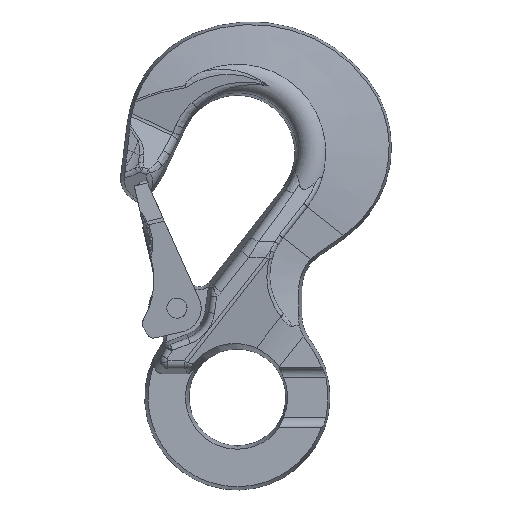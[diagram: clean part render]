
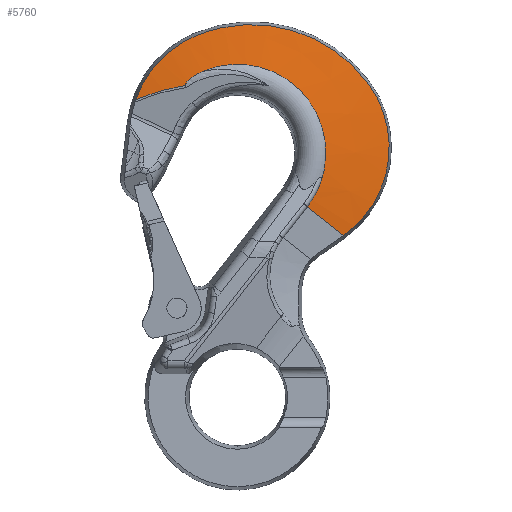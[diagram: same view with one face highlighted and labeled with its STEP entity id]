
A CAD part, front view. The second image highlights one B-rep face of the part: STEP entity #5760.
In plain terms, the highlighted conical face has half-angle 80.84 degrees and reference radius 58.869 mm.
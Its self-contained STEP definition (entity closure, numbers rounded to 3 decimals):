
#1603=CARTESIAN_POINT('',(-25.788,-12.354,
178.899));
#1604=CARTESIAN_POINT('',(-28.487,-12.142,
178.472));
#1605=CARTESIAN_POINT('',(-33.932,-11.682,
177.348));
#1606=CARTESIAN_POINT('',(-41.945,-10.914,
175.));
#1607=CARTESIAN_POINT('',(-47.595,-10.313,
172.878));
#1608=CARTESIAN_POINT('',(-50.452,-9.992,
171.683));
#1610=CARTESIAN_POINT('',(65.233,-7.303,179.409));
#1611=CARTESIAN_POINT('',(66.887,-7.236,177.124));
#1612=CARTESIAN_POINT('',(69.838,-7.123,172.283));
#1613=CARTESIAN_POINT('',(73.06,-7.014,164.42));
#1614=CARTESIAN_POINT('',(75.002,-6.968,156.146));
#1615=CARTESIAN_POINT('',(75.615,-6.986,147.669));
#1616=CARTESIAN_POINT('',(74.883,-7.066,139.201));
#1617=CARTESIAN_POINT('',(72.825,-7.209,130.956));
#1618=CARTESIAN_POINT('',(69.492,-7.413,123.14));
#1619=CARTESIAN_POINT('',(64.968,-7.675,115.948));
#1620=CARTESIAN_POINT('',(59.368,-7.994,109.564));
#1621=CARTESIAN_POINT('',(55.005,-8.242,105.947));
#1622=CARTESIAN_POINT('',(52.7,-8.374,104.326));
#1624=DIRECTION('',(-0.778,-0.159,0.608));
#1625=VECTOR('',#1624,23.287);
#1626=CARTESIAN_POINT('',(52.7,-8.374,104.326));
#1627=LINE('',#1626,#1625);
#1628=CARTESIAN_POINT('',(0.,-12.081,145.5));
#1629=DIRECTION('',(0.,-1.,0.));
#1630=DIRECTION('',(0.788,0.,-0.616));
#1631=AXIS2_PLACEMENT_3D('',#1628,#1629,#1630);
#1665=CARTESIAN_POINT('',(-25.788,-12.354,
178.899));
#1672=CARTESIAN_POINT('',(-17.402,-12.081,
185.79));
#1673=CARTESIAN_POINT('',(-17.773,-12.081,
185.63));
#1674=CARTESIAN_POINT('',(-18.479,-12.082,
185.307));
#1675=CARTESIAN_POINT('',(-19.432,-12.085,
184.827));
#1676=CARTESIAN_POINT('',(-20.292,-12.09,
184.354));
#1677=CARTESIAN_POINT('',(-21.066,-12.097,
183.89));
#1678=CARTESIAN_POINT('',(-21.762,-12.106,
183.439));
#1679=CARTESIAN_POINT('',(-22.389,-12.115,
183.002));
#1680=CARTESIAN_POINT('',(-22.951,-12.126,
182.58));
#1681=CARTESIAN_POINT('',(-23.455,-12.139,
182.173));
#1682=CARTESIAN_POINT('',(-23.904,-12.152,
181.782));
#1683=CARTESIAN_POINT('',(-24.304,-12.167,
181.406));
#1684=CARTESIAN_POINT('',(-24.657,-12.182,
181.046));
#1685=CARTESIAN_POINT('',(-24.966,-12.199,
180.699));
#1686=CARTESIAN_POINT('',(-25.233,-12.218,
180.367));
#1687=CARTESIAN_POINT('',(-25.457,-12.238,
180.047));
#1688=CARTESIAN_POINT('',(-25.637,-12.261,
179.738));
#1689=CARTESIAN_POINT('',(-25.768,-12.287,
179.44));
#1690=CARTESIAN_POINT('',(-25.834,-12.317,
179.15));
#1691=CARTESIAN_POINT('',(-25.818,-12.341,
178.978));
#1692=CARTESIAN_POINT('',(-25.788,-12.354,
178.899));
#1694=CARTESIAN_POINT('',(0.,-12.081,145.5));
#1695=DIRECTION('',(0.,1.,0.));
#1696=DIRECTION('',(-0.397,0.,0.918));
#1697=AXIS2_PLACEMENT_3D('',#1694,#1695,#1696);
#2013=CARTESIAN_POINT('',(-20.463,-9.224,
203.607));
#2014=CARTESIAN_POINT('',(-22.779,-9.246,
202.646));
#2015=CARTESIAN_POINT('',(-27.275,-9.299,
200.395));
#2016=CARTESIAN_POINT('',(-33.478,-9.399,
196.105));
#2017=CARTESIAN_POINT('',(-39.016,-9.52,
190.986));
#2018=CARTESIAN_POINT('',(-43.779,-9.66,
185.139));
#2019=CARTESIAN_POINT('',(-47.673,-9.818,
178.682));
#2020=CARTESIAN_POINT('',(-49.637,-9.933,
174.054));
#2021=CARTESIAN_POINT('',(-50.452,-9.992,
171.683));
#2053=CARTESIAN_POINT('',(65.233,-7.303,179.409));
#2054=CARTESIAN_POINT('',(63.147,-7.387,182.29));
#2055=CARTESIAN_POINT('',(58.547,-7.558,187.742));
#2056=CARTESIAN_POINT('',(50.51,-7.819,194.808));
#2057=CARTESIAN_POINT('',(41.515,-8.076,200.606));
#2058=CARTESIAN_POINT('',(31.761,-8.326,205.007));
#2059=CARTESIAN_POINT('',(21.462,-8.561,207.915));
#2060=CARTESIAN_POINT('',(10.845,-8.775,209.266));
#2061=CARTESIAN_POINT('',(0.145,-8.962,
209.03));
#2062=CARTESIAN_POINT('',(-10.402,-9.116,
207.212));
#2063=CARTESIAN_POINT('',(-17.177,-9.193,
204.972));
#2064=CARTESIAN_POINT('',(-20.463,-9.224,
203.607));
#3274=CARTESIAN_POINT('',(-20.463,-9.224,
203.607));
#3275=VERTEX_POINT('',#3274);
#3276=VERTEX_POINT('',#2021);
#3279=CARTESIAN_POINT('',(65.233,-7.303,179.409));
#3280=VERTEX_POINT('',#3279);
#3314=VERTEX_POINT('',#1665);
#3315=CARTESIAN_POINT('',(-17.402,-12.081,
185.79));
#3316=CARTESIAN_POINT('',(40.986,-12.081,129.808));
#3317=VERTEX_POINT('',#3315);
#3318=VERTEX_POINT('',#3316);
#3321=VERTEX_POINT('',#1622);
#3322=CARTESIAN_POINT('',(34.584,-12.081,118.48));
#3323=VERTEX_POINT('',#3322);
#5738=CARTESIAN_POINT('',(0.,-9.665,145.5));
#5739=DIRECTION('',(0.,1.,0.));
#5740=DIRECTION('',(0.788,0.,-0.616));
#5741=AXIS2_PLACEMENT_3D('',#5738,#5739,#5740);
#5742=CONICAL_SURFACE('',#5741,58.869,80.84);
#5744=ORIENTED_EDGE('',*,*,#5743,.T.);
#5746=ORIENTED_EDGE('',*,*,#5745,.F.);
#5748=ORIENTED_EDGE('',*,*,#5747,.F.);
#5750=ORIENTED_EDGE('',*,*,#5749,.T.);
#5751=ORIENTED_EDGE('',*,*,#5729,.T.);
#5753=ORIENTED_EDGE('',*,*,#5752,.T.);
#5755=ORIENTED_EDGE('',*,*,#5754,.F.);
#5757=ORIENTED_EDGE('',*,*,#5756,.T.);
#5758=EDGE_LOOP('',(#5744,#5746,#5748,#5750,#5751,#5753,#5755,#5757));
#5759=FACE_OUTER_BOUND('',#5758,.F.);
#5760=ADVANCED_FACE('',(#5759),#5742,.T.);
#1609=B_SPLINE_CURVE_WITH_KNOTS('',3,(#1603,#1604,#1605,#1606,#1607,#1608),
.UNSPECIFIED.,.F.,.F.,(4,1,1,4),(0.,0.333,0.667,1.),
.UNSPECIFIED.);
#1623=B_SPLINE_CURVE_WITH_KNOTS('',3,(#1610,#1611,#1612,#1613,#1614,#1615,#1616,
#1617,#1618,#1619,#1620,#1621,#1622),.UNSPECIFIED.,.F.,.F.,(4,1,1,1,1,1,1,1,1,1,
4),(0.,0.1,0.2,0.3,0.4,0.5,0.6,0.7,0.8,0.9,1.),
.UNSPECIFIED.);
#1632=CIRCLE('',#1631,43.888);
#1693=B_SPLINE_CURVE_WITH_KNOTS('',3,(#1672,#1673,#1674,#1675,#1676,#1677,#1678,
#1679,#1680,#1681,#1682,#1683,#1684,#1685,#1686,#1687,#1688,#1689,#1690,#1691,
#1692),.UNSPECIFIED.,.F.,.F.,(4,1,1,1,1,1,1,1,1,1,1,1,1,1,1,1,1,1,4),(0.,
0.056,0.111,0.167,0.222,
0.278,0.333,0.389,0.444,0.5,
0.556,0.611,0.667,0.722,
0.778,0.833,0.889,0.944,1.),
.UNSPECIFIED.);
#1698=CIRCLE('',#1697,43.888);
#2022=B_SPLINE_CURVE_WITH_KNOTS('',3,(#2013,#2014,#2015,#2016,#2017,#2018,#2019,
#2020,#2021),.UNSPECIFIED.,.F.,.F.,(4,1,1,1,1,1,4),(0.,0.167,
0.333,0.5,0.667,0.833,1.),
.UNSPECIFIED.);
#2065=B_SPLINE_CURVE_WITH_KNOTS('',3,(#2053,#2054,#2055,#2056,#2057,#2058,#2059,
#2060,#2061,#2062,#2063,#2064),.UNSPECIFIED.,.F.,.F.,(4,1,1,1,1,1,1,1,1,4),
(0.,0.111,0.222,0.333,0.444,
0.556,0.667,0.778,0.889,1.),
.UNSPECIFIED.);
#5729=EDGE_CURVE('',#3321,#3323,#1627,.T.);
#5743=EDGE_CURVE('',#3314,#3276,#1609,.T.);
#5745=EDGE_CURVE('',#3275,#3276,#2022,.T.);
#5747=EDGE_CURVE('',#3280,#3275,#2065,.T.);
#5749=EDGE_CURVE('',#3280,#3321,#1623,.T.);
#5752=EDGE_CURVE('',#3323,#3318,#1632,.T.);
#5754=EDGE_CURVE('',#3317,#3318,#1698,.T.);
#5756=EDGE_CURVE('',#3317,#3314,#1693,.T.);
